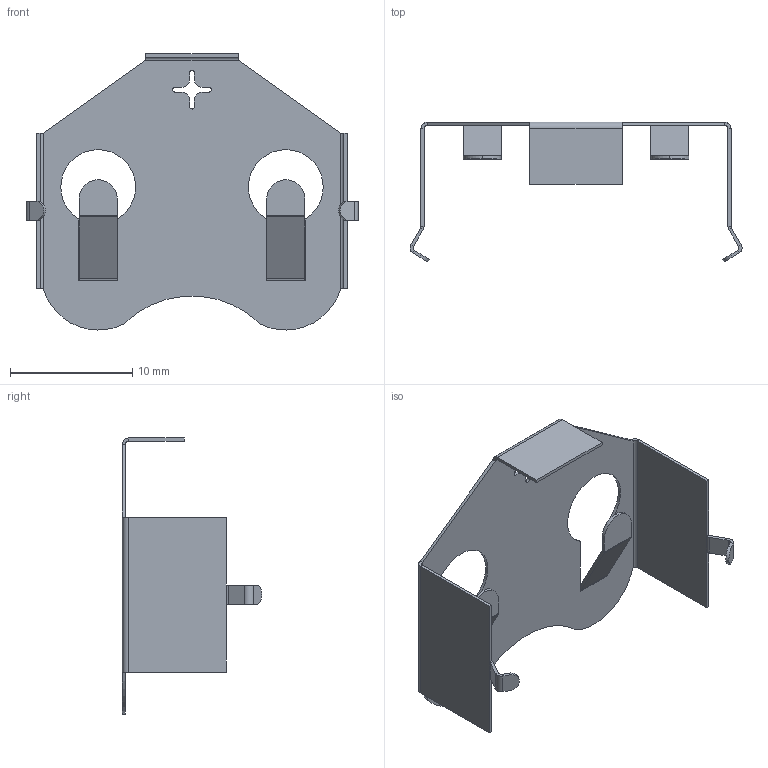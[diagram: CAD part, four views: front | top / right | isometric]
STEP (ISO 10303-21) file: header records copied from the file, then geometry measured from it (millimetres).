
FILE_DESCRIPTION (( 'STEP AP214' ), '1' );
FILE_NAME ('3039.STEP', '2023-01-26T14:45:34', ( '' ), ( '' ), 'SwSTEP 2.0', 'SolidWorks 2013', '' );
FILE_SCHEMA (( 'AUTOMOTIVE_DESIGN' ));
Length unit declared in the file: inch
Products named in the file (1): 3039
Bounding box: 27.19 x 11.42 x 22.6 mm (x, y, z)
Volume: 174.8 mm3; surface area: 1438.2 mm2
Topology: 1 solids, 1 shells, 132 faces, 302 edges, 172 vertices
Faces by surface type: plane 91, cylinder 41
Entity records: 3708 total; most frequent: DIRECTION 650, CARTESIAN_POINT 607, ORIENTED_EDGE 604, EDGE_CURVE 302, LINE 220, VECTOR 220, AXIS2_PLACEMENT_3D 215, VERTEX_POINT 172
